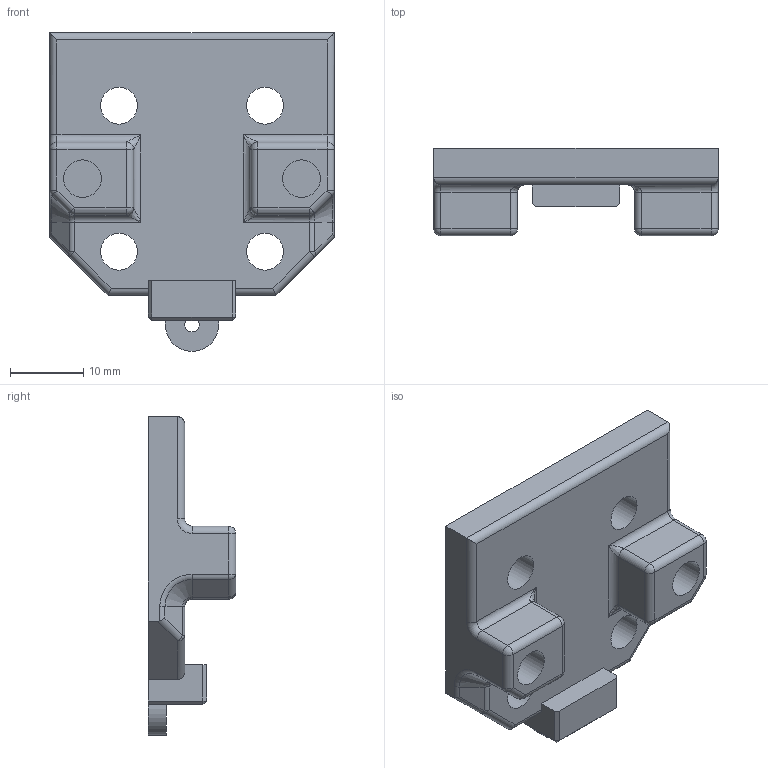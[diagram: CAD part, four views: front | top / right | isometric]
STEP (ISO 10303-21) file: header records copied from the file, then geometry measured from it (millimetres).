
FILE_DESCRIPTION(/* description */ (''),/* implementation_level */ '2;1');
FILE_NAME(/* name */ 'ToolParkingBrace.step',/* time_stamp */ '2022-08-19T01:21:21-04:00',/* author */ (''),/* organization */ (''),/* preprocessor_version */ 'ST-DEVELOPER v19',/* originating_system */ 'Autodesk Translation Framework v11.7.0.108',/* authorisation */ '');
FILE_SCHEMA (('AUTOMOTIVE_DESIGN { 1 0 10303 214 3 1 1 }'));
Length unit declared in the file: millimetre
Products named in the file (2): ToolParkingBrace; Tool Parking Brace
Assembly tree (1 placements, depth 2):
  ToolParkingBrace
    Tool Parking Brace
Bounding box: 39 x 12 x 43.65 mm (x, y, z)
Volume: 7728 mm3; surface area: 4627 mm2
Topology: 1 solids, 1 shells, 109 faces, 243 edges, 134 vertices
Faces by surface type: cylinder 48, plane 37, sphere 12, torus 6, bspline 4, cone 2
Full cylindrical faces by diameter (mm): 2 x1, 5.05 x4, 5.15 x2
Entity records: 3102 total; most frequent: CARTESIAN_POINT 601, DIRECTION 555, ORIENTED_EDGE 478, EDGE_CURVE 239, AXIS2_PLACEMENT_3D 208, LINE 139, VECTOR 139, VERTEX_POINT 134
